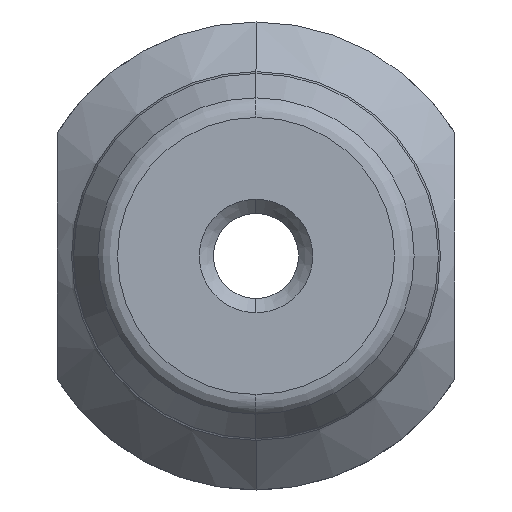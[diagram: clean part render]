
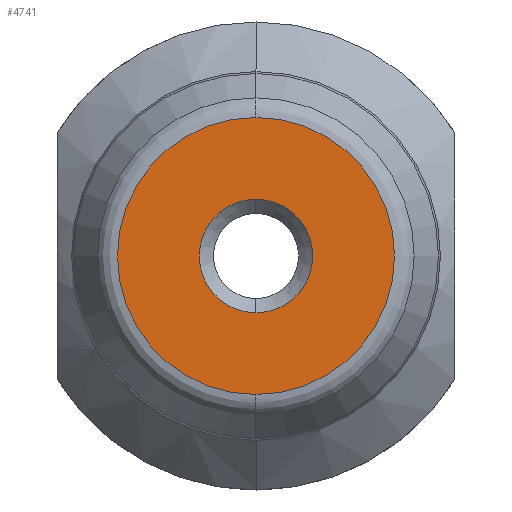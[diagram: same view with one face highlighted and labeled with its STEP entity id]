
A CAD part, left-side view. The second image highlights one B-rep face of the part: STEP entity #4741.
In plain terms, the highlighted planar face has unit normal (-1, 0, 0).
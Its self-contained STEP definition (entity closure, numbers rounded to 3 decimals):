
#4 = CARTESIAN_POINT ( 'NONE',  ( 35.491, 0., -5.345 ) ) ;
#196 = CARTESIAN_POINT ( 'NONE',  ( 35.491, 0., 0. ) ) ;
#264 = CARTESIAN_POINT ( 'NONE',  ( 35.491, 0., 0. ) ) ;
#314 = DIRECTION ( 'NONE',  ( 0., 0., -1. ) ) ;
#632 = DIRECTION ( 'NONE',  ( 0., 0., -1. ) ) ;
#654 = AXIS2_PLACEMENT_3D ( 'NONE', #4, #4393, #1788 ) ;
#703 = DIRECTION ( 'NONE',  ( 0., 0., -1. ) ) ;
#831 = VERTEX_POINT ( 'NONE', #5412 ) ;
#1013 = CIRCLE ( 'NONE', #4641, 4.883 ) ;
#1034 = EDGE_CURVE ( 'NONE', #2416, #5170, #1013, .T. ) ;
#1125 = CARTESIAN_POINT ( 'NONE',  ( 35.491, 0., 2. ) ) ;
#1339 = ORIENTED_EDGE ( 'NONE', *, *, #4363, .T. ) ;
#1356 = PLANE ( 'NONE',  #654 ) ;
#1410 = ORIENTED_EDGE ( 'NONE', *, *, #1034, .T. ) ;
#1788 = DIRECTION ( 'NONE',  ( 0., 0., -1. ) ) ;
#1837 = AXIS2_PLACEMENT_3D ( 'NONE', #264, #3305, #703 ) ;
#1951 = EDGE_CURVE ( 'NONE', #831, #2017, #4013, .T. ) ;
#2001 = CARTESIAN_POINT ( 'NONE',  ( 35.491, 0., 0. ) ) ;
#2017 = VERTEX_POINT ( 'NONE', #1125 ) ;
#2164 = CARTESIAN_POINT ( 'NONE',  ( 35.491, 0., 4.883 ) ) ;
#2312 = AXIS2_PLACEMENT_3D ( 'NONE', #2001, #5048, #2431 ) ;
#2416 = VERTEX_POINT ( 'NONE', #2164 ) ;
#2427 = AXIS2_PLACEMENT_3D ( 'NONE', #5533, #2926, #314 ) ;
#2431 = DIRECTION ( 'NONE',  ( 0., 0., -1. ) ) ;
#2534 = CARTESIAN_POINT ( 'NONE',  ( 35.491, 0., -4.883 ) ) ;
#2720 = CIRCLE ( 'NONE', #2427, 2. ) ;
#2725 = ORIENTED_EDGE ( 'NONE', *, *, #1951, .T. ) ;
#2926 = DIRECTION ( 'NONE',  ( 1., 0., 0. ) ) ;
#3002 = CIRCLE ( 'NONE', #1837, 4.883 ) ;
#3241 = DIRECTION ( 'NONE',  ( -1., 0., 0. ) ) ;
#3305 = DIRECTION ( 'NONE',  ( -1., 0., 0. ) ) ;
#3648 = EDGE_LOOP ( 'NONE', ( #5292, #1410 ) ) ;
#3730 = EDGE_LOOP ( 'NONE', ( #1339, #2725 ) ) ;
#4013 = CIRCLE ( 'NONE', #2312, 2. ) ;
#4279 = EDGE_CURVE ( 'NONE', #5170, #2416, #3002, .T. ) ;
#4363 = EDGE_CURVE ( 'NONE', #2017, #831, #2720, .T. ) ;
#4393 = DIRECTION ( 'NONE',  ( 1., 0., 0. ) ) ;
#4634 = FACE_BOUND ( 'NONE', #3730, .T. ) ;
#4641 = AXIS2_PLACEMENT_3D ( 'NONE', #196, #3241, #632 ) ;
#4741 = ADVANCED_FACE ( 'NONE', ( #4634, #5529 ), #1356, .F. ) ;
#5048 = DIRECTION ( 'NONE',  ( 1., 0., 0. ) ) ;
#5170 = VERTEX_POINT ( 'NONE', #2534 ) ;
#5292 = ORIENTED_EDGE ( 'NONE', *, *, #4279, .T. ) ;
#5412 = CARTESIAN_POINT ( 'NONE',  ( 35.491, 0., -2. ) ) ;
#5529 = FACE_OUTER_BOUND ( 'NONE', #3648, .T. ) ;
#5533 = CARTESIAN_POINT ( 'NONE',  ( 35.491, 0., 0. ) ) ;
